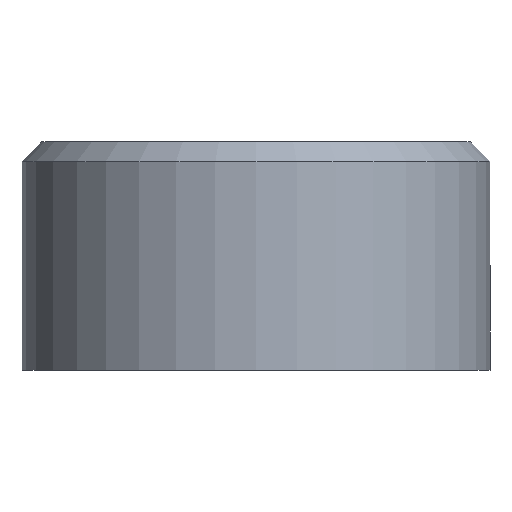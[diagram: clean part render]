
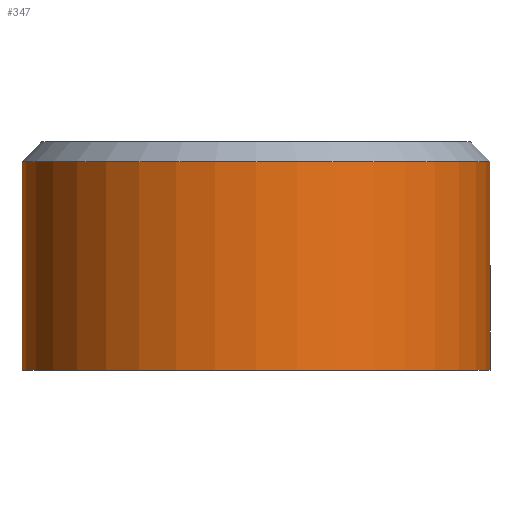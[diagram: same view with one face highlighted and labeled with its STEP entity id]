
A CAD part, front view. The second image highlights one B-rep face of the part: STEP entity #347.
In plain terms, the highlighted cylindrical face has radius 20 mm (diameter 40 mm), a partial arc.
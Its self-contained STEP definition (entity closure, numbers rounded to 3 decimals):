
#16 = FACE_OUTER_BOUND ( 'NONE', #348, .T. ) ;
#25 = CARTESIAN_POINT ( 'NONE',  ( 0., 0., 0. ) ) ;
#26 = AXIS2_PLACEMENT_3D ( 'NONE', #25, #33, #32 ) ;
#27 = CYLINDRICAL_SURFACE ( 'NONE', #26, 20. ) ;
#28 = DIRECTION ( 'NONE',  ( 0., 0., 1. ) ) ;
#29 = VECTOR ( 'NONE', #28, 1000. ) ;
#30 = CARTESIAN_POINT ( 'NONE',  ( -20., 0., 0. ) ) ;
#31 = LINE ( 'NONE', #30, #29 ) ;
#32 = DIRECTION ( 'NONE',  ( 1., 0., 0. ) ) ;
#33 = DIRECTION ( 'NONE',  ( 0., 0., 1. ) ) ;
#38 = CIRCLE ( 'NONE', #113, 20. ) ;
#52 = CARTESIAN_POINT ( 'NONE',  ( 20., 0., -1.688 ) ) ;
#110 = DIRECTION ( 'NONE',  ( 1., 0., 0. ) ) ;
#111 = DIRECTION ( 'NONE',  ( 0., 0., 1. ) ) ;
#112 = CARTESIAN_POINT ( 'NONE',  ( 0., 0., -19.5 ) ) ;
#113 = AXIS2_PLACEMENT_3D ( 'NONE', #112, #111, #110 ) ;
#156 = VECTOR ( 'NONE', #167, 1000. ) ;
#159 = LINE ( 'NONE', #169, #156 ) ;
#163 = CARTESIAN_POINT ( 'NONE',  ( -20., 0., -1.688 ) ) ;
#167 = DIRECTION ( 'NONE',  ( 0., 0., 1. ) ) ;
#169 = CARTESIAN_POINT ( 'NONE',  ( 20., 0., 0. ) ) ;
#171 = CARTESIAN_POINT ( 'NONE',  ( -20., 0., -19.5 ) ) ;
#172 = CARTESIAN_POINT ( 'NONE',  ( 20., 0., -19.5 ) ) ;
#254 = ORIENTED_EDGE ( 'NONE', *, *, #360, .T. ) ;
#257 = EDGE_CURVE ( 'NONE', #357, #286, #390, .T. ) ;
#260 = ORIENTED_EDGE ( 'NONE', *, *, #257, .F. ) ;
#266 = ORIENTED_EDGE ( 'NONE', *, *, #349, .F. ) ;
#286 = VERTEX_POINT ( 'NONE', #52 ) ;
#292 = ORIENTED_EDGE ( 'NONE', *, *, #293, .T. ) ;
#293 = EDGE_CURVE ( 'NONE', #364, #363, #38, .T. ) ;
#347 = ADVANCED_FACE ( 'NONE', ( #16 ), #27, .T. ) ;
#348 = EDGE_LOOP ( 'NONE', ( #266, #292, #254, #260 ) ) ;
#349 = EDGE_CURVE ( 'NONE', #364, #357, #31, .T. ) ;
#357 = VERTEX_POINT ( 'NONE', #163 ) ;
#360 = EDGE_CURVE ( 'NONE', #363, #286, #159, .T. ) ;
#363 = VERTEX_POINT ( 'NONE', #172 ) ;
#364 = VERTEX_POINT ( 'NONE', #171 ) ;
#386 = DIRECTION ( 'NONE',  ( 1., 0., 0. ) ) ;
#387 = DIRECTION ( 'NONE',  ( 0., 0., 1. ) ) ;
#388 = CARTESIAN_POINT ( 'NONE',  ( 0., 0., -1.688 ) ) ;
#389 = AXIS2_PLACEMENT_3D ( 'NONE', #388, #387, #386 ) ;
#390 = CIRCLE ( 'NONE', #389, 20. ) ;
